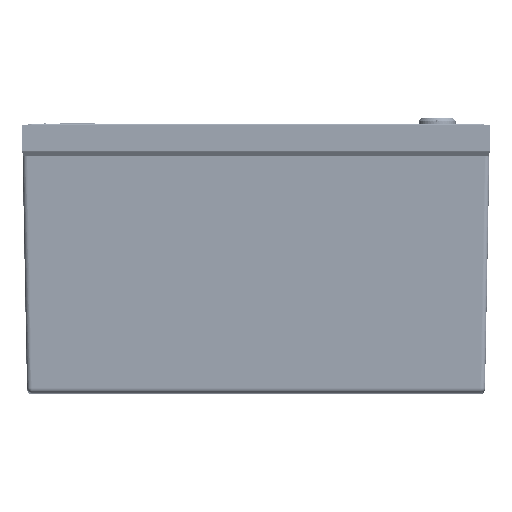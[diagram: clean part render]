
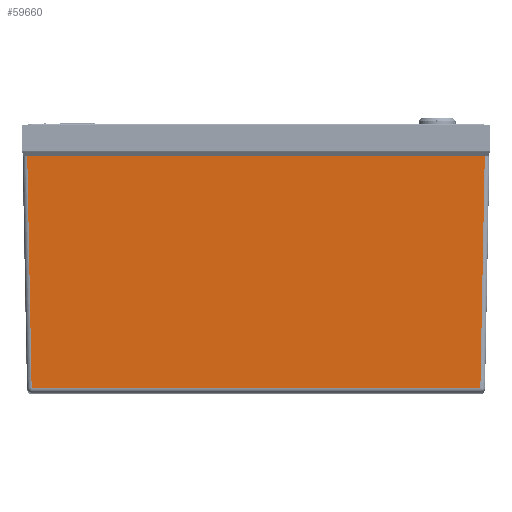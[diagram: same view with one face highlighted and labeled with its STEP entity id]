
A CAD part, top view. The second image highlights one B-rep face of the part: STEP entity #59660.
In plain terms, the highlighted planar face has unit normal (0, -0.019, 1).
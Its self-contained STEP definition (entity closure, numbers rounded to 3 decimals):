
#12457=DIRECTION('',(1.,0.,0.));
#12458=VECTOR('',#12457,391.666);
#12459=CARTESIAN_POINT('',(-195.833,202.624,
287.793));
#12460=LINE('',#12459,#12458);
#12472=DIRECTION('',(0.019,-1.,-0.019));
#12473=VECTOR('',#12472,198.769);
#12474=CARTESIAN_POINT('',(-195.833,202.624,
287.793));
#12475=LINE('',#12474,#12473);
#12476=DIRECTION('',(0.019,1.,0.019));
#12477=VECTOR('',#12476,198.769);
#12478=CARTESIAN_POINT('',(192.075,3.925,284.073));
#12479=LINE('',#12478,#12477);
#12480=DIRECTION('',(-1.,0.,0.));
#12481=VECTOR('',#12480,384.15);
#12482=CARTESIAN_POINT('',(192.075,3.925,284.073));
#12483=LINE('',#12482,#12481);
#30287=CARTESIAN_POINT('',(195.833,202.624,287.793));
#30289=VERTEX_POINT('',#30287);
#30296=CARTESIAN_POINT('',(-195.833,202.624,
287.793));
#30298=VERTEX_POINT('',#30296);
#32086=CARTESIAN_POINT('',(192.075,3.925,284.073));
#32087=CARTESIAN_POINT('',(-192.075,3.925,
284.073));
#32088=VERTEX_POINT('',#32086);
#32089=VERTEX_POINT('',#32087);
#59648=CARTESIAN_POINT('',(250.,203.,287.8));
#59649=DIRECTION('',(0.,0.019,-1.));
#59650=DIRECTION('',(0.,1.,0.019));
#59651=AXIS2_PLACEMENT_3D('',#59648,#59649,#59650);
#59652=PLANE('',#59651);
#59653=ORIENTED_EDGE('',*,*,#59118,.F.);
#59654=ORIENTED_EDGE('',*,*,#59619,.T.);
#59655=ORIENTED_EDGE('',*,*,#59526,.F.);
#59657=ORIENTED_EDGE('',*,*,#59656,.T.);
#59658=EDGE_LOOP('',(#59653,#59654,#59655,#59657));
#59659=FACE_OUTER_BOUND('',#59658,.F.);
#59118=EDGE_CURVE('',#30298,#32089,#12475,.T.);
#59526=EDGE_CURVE('',#32088,#30289,#12479,.T.);
#59619=EDGE_CURVE('',#30298,#30289,#12460,.T.);
#59656=EDGE_CURVE('',#32088,#32089,#12483,.T.);
#59660=ADVANCED_FACE('',(#59659),#59652,.F.);
